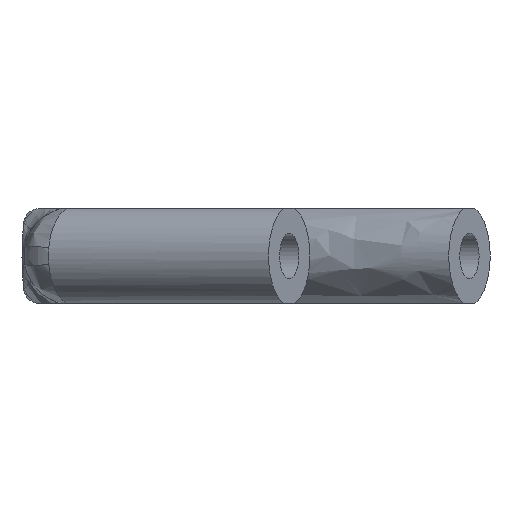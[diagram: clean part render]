
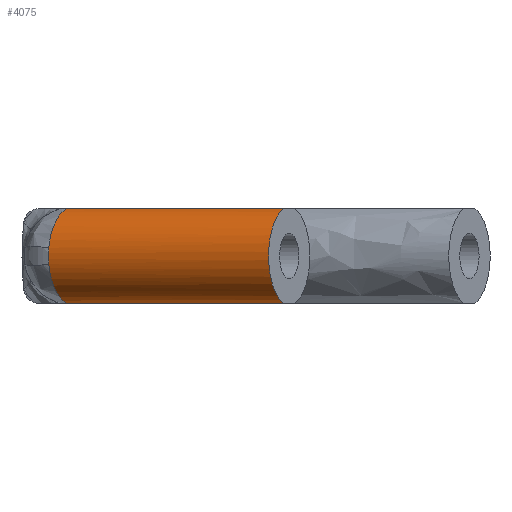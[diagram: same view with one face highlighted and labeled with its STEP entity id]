
A CAD part, left-side view. The second image highlights one B-rep face of the part: STEP entity #4075.
In plain terms, the highlighted cylindrical face has radius 2.9 mm (diameter 5.8 mm), a partial arc.
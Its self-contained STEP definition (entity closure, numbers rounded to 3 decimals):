
#2898=CARTESIAN_POINT('',(-20.465,-12.524,-2.8));
#2899=VERTEX_POINT('',#2898);
#2906=CARTESIAN_POINT('',(-14.448,0.379,-2.8));
#2907=VERTEX_POINT('',#2906);
#2908=CARTESIAN_POINT('',(-20.465,-12.524,-2.8));
#2909=DIRECTION('',(0.423,0.906,0.));
#2910=VECTOR('',#2909,14.237);
#2911=LINE('',#2908,#2910);
#2912=EDGE_CURVE('',#2899,#2907,#2911,.T.);
#3108=CARTESIAN_POINT('',(-14.448,0.379,2.8));
#3109=VERTEX_POINT('',#3108);
#3121=CARTESIAN_POINT('',(-20.465,-12.524,2.8));
#3122=VERTEX_POINT('',#3121);
#3123=CARTESIAN_POINT('',(-14.448,0.379,2.8));
#3124=DIRECTION('',(-0.423,-0.906,0.));
#3125=VECTOR('',#3124,14.237);
#3126=LINE('',#3123,#3125);
#3127=EDGE_CURVE('',#3109,#3122,#3126,.T.);
#3698=CARTESIAN_POINT('',(-16.276,1.435,-0.493));
#3699=VERTEX_POINT('',#3698);
#3700=CARTESIAN_POINT('',(-14.448,0.379,-2.8));
#3701=CARTESIAN_POINT('',(-14.937,0.661,-2.649));
#3702=CARTESIAN_POINT('',(-15.575,1.03,-2.197));
#3703=CARTESIAN_POINT('',(-16.106,1.337,-1.23));
#3704=CARTESIAN_POINT('',(-16.239,1.414,-0.743));
#3705=CARTESIAN_POINT('',(-16.276,1.435,-0.493));
#3706=B_SPLINE_CURVE_WITH_KNOTS('',3,(#3700,#3701,#3702,#3703,#3704,#3705),.UNSPECIFIED.,.F.,.U.,(4,1,1,4),(0.012,0.04,0.051,0.061),.UNSPECIFIED.);
#3707=EDGE_CURVE('',#2907,#3699,#3706,.T.);
#3741=CARTESIAN_POINT('',(-16.276,1.435,0.493));
#3742=VERTEX_POINT('',#3741);
#3758=CARTESIAN_POINT('',(-16.276,1.435,-0.493));
#3759=CARTESIAN_POINT('',(-16.325,1.463,-0.169));
#3760=CARTESIAN_POINT('',(-16.325,1.463,0.169));
#3761=CARTESIAN_POINT('',(-16.276,1.435,0.493));
#3762=B_SPLINE_CURVE_WITH_KNOTS('',3,(#3758,#3759,#3760,#3761),.UNSPECIFIED.,.F.,.U.,(4,4),(0.0,0.014),.UNSPECIFIED.);
#3763=EDGE_CURVE('',#3699,#3742,#3762,.T.);
#3802=CARTESIAN_POINT('',(-16.276,1.435,0.493));
#3803=CARTESIAN_POINT('',(-16.239,1.414,0.742));
#3804=CARTESIAN_POINT('',(-16.106,1.337,1.229));
#3805=CARTESIAN_POINT('',(-15.576,1.031,2.196));
#3806=CARTESIAN_POINT('',(-14.935,0.66,2.649));
#3807=CARTESIAN_POINT('',(-14.448,0.379,2.8));
#3808=B_SPLINE_CURVE_WITH_KNOTS('',3,(#3802,#3803,#3804,#3805,#3806,#3807),.UNSPECIFIED.,.F.,.U.,(4,1,1,4),(0.0,0.011,0.021,0.049),.UNSPECIFIED.);
#3809=EDGE_CURVE('',#3742,#3109,#3808,.T.);
#4049=CARTESIAN_POINT('',(-19.781,-12.843,0.));
#4050=DIRECTION('',(0.423,0.906,0.));
#4051=DIRECTION('',(0.821,-0.383,0.423));
#4052=AXIS2_PLACEMENT_3D('',#4049,#4050,#4051);
#4053=CIRCLE('',#4052,2.9);
#4054=EDGE_CURVE('',#3122,#2899,#4053,.F.);
#4062=CARTESIAN_POINT('',(-11.329,5.283,0.));
#4063=DIRECTION('',(-0.423,-0.906,0.));
#4064=DIRECTION('',(0.821,-0.383,0.423));
#4065=AXIS2_PLACEMENT_3D('',#4062,#4063,#4064);
#4066=CYLINDRICAL_SURFACE('',#4065,2.9);
#4067=ORIENTED_EDGE('',*,*,#3707,.F.);
#4068=ORIENTED_EDGE('',*,*,#2912,.F.);
#4069=ORIENTED_EDGE('',*,*,#4054,.F.);
#4070=ORIENTED_EDGE('',*,*,#3127,.F.);
#4071=ORIENTED_EDGE('',*,*,#3809,.F.);
#4072=ORIENTED_EDGE('',*,*,#3763,.F.);
#4073=EDGE_LOOP('',(#4067,#4068,#4069,#4070,#4071,#4072));
#4074=FACE_OUTER_BOUND('',#4073,.T.);
#4075=ADVANCED_FACE('',(#4074),#4066,.T.);
